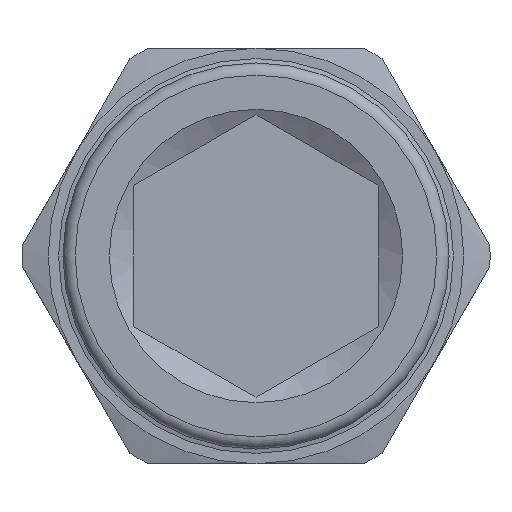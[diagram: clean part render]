
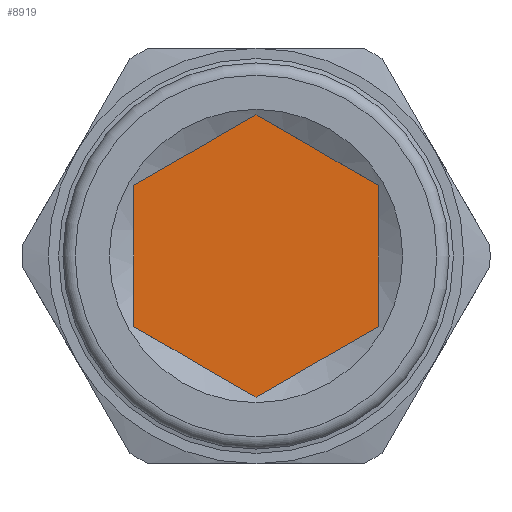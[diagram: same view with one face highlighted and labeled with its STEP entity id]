
A CAD part, left-side view. The second image highlights one B-rep face of the part: STEP entity #8919.
In plain terms, the highlighted planar face has unit normal (-1, 0, 0).
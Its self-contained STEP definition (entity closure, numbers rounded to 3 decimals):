
#1214=FACE_OUTER_BOUND($,#1709,.T.);
#1709=EDGE_LOOP($,(#5551,#5552,#5553,#5554,#5555,#5556));
#2292=LINE($,#11398,#2812);
#2293=LINE($,#11400,#2813);
#2294=LINE($,#11402,#2814);
#2295=LINE($,#11404,#2815);
#2296=LINE($,#11406,#2816);
#2297=LINE($,#11407,#2817);
#2812=VECTOR($,#9916,5.775);
#2813=VECTOR($,#9917,5.775);
#2814=VECTOR($,#9918,5.775);
#2815=VECTOR($,#9919,5.775);
#2816=VECTOR($,#9920,5.775);
#2817=VECTOR($,#9921,5.775);
#3332=VERTEX_POINT($,#11396);
#3333=VERTEX_POINT($,#11397);
#3334=VERTEX_POINT($,#11399);
#3335=VERTEX_POINT($,#11401);
#3336=VERTEX_POINT($,#11403);
#3337=VERTEX_POINT($,#11405);
#4224=EDGE_CURVE($,#3332,#3333,#2292,.T.);
#4225=EDGE_CURVE($,#3333,#3334,#2293,.T.);
#4226=EDGE_CURVE($,#3334,#3335,#2294,.T.);
#4227=EDGE_CURVE($,#3335,#3336,#2295,.T.);
#4228=EDGE_CURVE($,#3336,#3337,#2296,.T.);
#4229=EDGE_CURVE($,#3337,#3332,#2297,.T.);
#5551=ORIENTED_EDGE($,*,*,#4224,.T.);
#5552=ORIENTED_EDGE($,*,*,#4225,.T.);
#5553=ORIENTED_EDGE($,*,*,#4226,.T.);
#5554=ORIENTED_EDGE($,*,*,#4227,.T.);
#5555=ORIENTED_EDGE($,*,*,#4228,.T.);
#5556=ORIENTED_EDGE($,*,*,#4229,.T.);
#8205=PLANE($,#9432);
#8919=ADVANCED_FACE($,(#1214),#8205,.T.);
#9432=AXIS2_PLACEMENT_3D($,#11395,#9914,#9915);
#9914=DIRECTION('center_axis',(-1.,0.,0.));
#9915=DIRECTION('ref_axis',(0.,0.,1.));
#9916=DIRECTION($,(0.,-0.866,0.5));
#9917=DIRECTION($,(0.,0.,1.));
#9918=DIRECTION($,(0.,0.866,0.5));
#9919=DIRECTION($,(0.,0.866,-0.5));
#9920=DIRECTION($,(0.,0.,-1.));
#9921=DIRECTION($,(0.,-0.866,-0.5));
#11395=CARTESIAN_POINT('Origin',(-7.,6.161,0.));
#11396=CARTESIAN_POINT('',(-7.,0.,-5.775));
#11397=CARTESIAN_POINT('',(-7.,-5.001,-2.888));
#11398=CARTESIAN_POINT($,(-7.,-3.751,-3.609));
#11399=CARTESIAN_POINT('',(-7.,-5.001,2.888));
#11400=CARTESIAN_POINT($,(-7.,-5.001,1.444));
#11401=CARTESIAN_POINT('',(-7.,0.,5.775));
#11402=CARTESIAN_POINT($,(-7.,-1.25,5.053));
#11403=CARTESIAN_POINT('',(-7.,5.001,2.888));
#11404=CARTESIAN_POINT($,(-7.,3.751,3.609));
#11405=CARTESIAN_POINT('',(-7.,5.001,-2.888));
#11406=CARTESIAN_POINT($,(-7.,5.001,-1.444));
#11407=CARTESIAN_POINT($,(-7.,1.25,-5.053));
